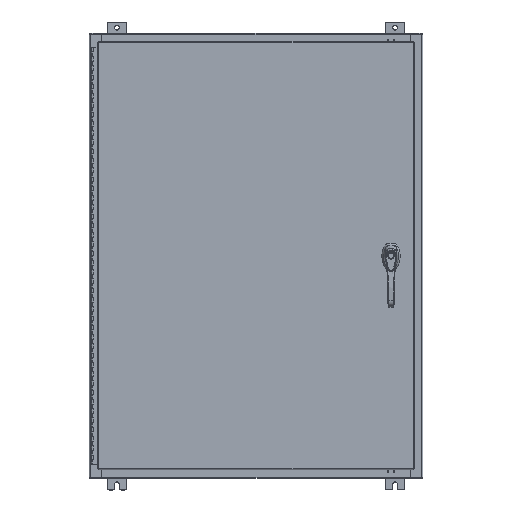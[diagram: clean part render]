
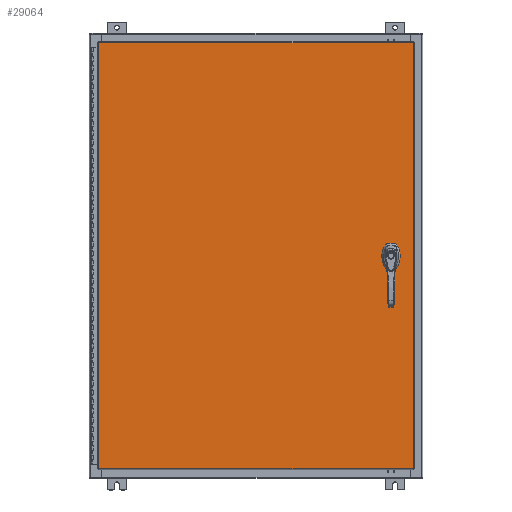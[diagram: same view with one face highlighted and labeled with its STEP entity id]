
A CAD part, top view. The second image highlights one B-rep face of the part: STEP entity #29064.
In plain terms, the highlighted planar face has unit normal (0, 0, 1).
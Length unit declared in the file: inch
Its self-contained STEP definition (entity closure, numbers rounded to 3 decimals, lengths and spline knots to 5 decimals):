
#1059 = VERTEX_POINT ( 'NONE', #6441 ) ;
#1452 = VERTEX_POINT ( 'NONE', #112198 ) ;
#1599 = ORIENTED_EDGE ( 'NONE', *, *, #79487, .F. ) ;
#3014 = VERTEX_POINT ( 'NONE', #13483 ) ;
#3662 = DIRECTION ( 'NONE',  ( 0., 0., 1. ) ) ;
#3948 = EDGE_CURVE ( 'NONE', #100756, #3014, #29806, .T. ) ;
#6441 = CARTESIAN_POINT ( 'NONE',  ( 14.37777, -0.403, 0. ) ) ;
#9037 = CARTESIAN_POINT ( 'NONE',  ( 14.578, -1.338, 0. ) ) ;
#10318 = AXIS2_PLACEMENT_3D ( 'NONE', #65749, #3662, #76243 ) ;
#11972 = EDGE_CURVE ( 'NONE', #15686, #56895, #12584, .T. ) ;
#12584 = LINE ( 'NONE', #23325, #119587 ) ;
#12827 = CARTESIAN_POINT ( 'NONE',  ( 14.578, 0., 0. ) ) ;
#13262 = VECTOR ( 'NONE', #35687, 39.37008 ) ;
#13483 = CARTESIAN_POINT ( 'NONE',  ( -16.9903, -23.0063, 0. ) ) ;
#13830 = ORIENTED_EDGE ( 'NONE', *, *, #62180, .T. ) ;
#15658 = LINE ( 'NONE', #99883, #122740 ) ;
#15686 = VERTEX_POINT ( 'NONE', #100871 ) ;
#16999 = LINE ( 'NONE', #25412, #120781 ) ;
#17496 = EDGE_CURVE ( 'NONE', #112810, #57061, #48020, .T. ) ;
#19332 = EDGE_CURVE ( 'NONE', #53659, #100756, #16999, .T. ) ;
#19472 = DIRECTION ( 'NONE',  ( 1., 0., 0. ) ) ;
#19623 = VECTOR ( 'NONE', #112167, 39.37008 ) ;
#20201 = ORIENTED_EDGE ( 'NONE', *, *, #17496, .F. ) ;
#22743 = VECTOR ( 'NONE', #45516, 39.37008 ) ;
#23237 = DIRECTION ( 'NONE',  ( 1., 0., 0. ) ) ;
#23325 = CARTESIAN_POINT ( 'NONE',  ( 0., 0.403, 0. ) ) ;
#23753 = ORIENTED_EDGE ( 'NONE', *, *, #25377, .F. ) ;
#23811 = VERTEX_POINT ( 'NONE', #68560 ) ;
#24110 = FACE_BOUND ( 'NONE', #65411, .T. ) ;
#24943 = VERTEX_POINT ( 'NONE', #88246 ) ;
#25233 = CIRCLE ( 'NONE', #64374, 0.1715 ) ;
#25377 = EDGE_CURVE ( 'NONE', #26383, #15686, #84764, .T. ) ;
#25412 = CARTESIAN_POINT ( 'NONE',  ( 16.9903, 23.0063, 0. ) ) ;
#26383 = VERTEX_POINT ( 'NONE', #117297 ) ;
#29064 = ADVANCED_FACE ( 'NONE', ( #24110, #134398, #76047 ), #112938, .F. ) ;
#29806 = LINE ( 'NONE', #71504, #115827 ) ;
#30298 = CARTESIAN_POINT ( 'NONE',  ( 14.981, -0.20023, 0. ) ) ;
#30352 = DIRECTION ( 'NONE',  ( 1., 0., 0. ) ) ;
#30406 = DIRECTION ( 'NONE',  ( -1., 0., 0. ) ) ;
#31755 = AXIS2_PLACEMENT_3D ( 'NONE', #111184, #48993, #121570 ) ;
#35494 = AXIS2_PLACEMENT_3D ( 'NONE', #12827, #85377, #23237 ) ;
#35687 = DIRECTION ( 'NONE',  ( 0., 1., 0. ) ) ;
#36910 = DIRECTION ( 'NONE',  ( 0., 0., 1. ) ) ;
#38540 = CARTESIAN_POINT ( 'NONE',  ( 14.77823, -0.403, 0. ) ) ;
#42826 = EDGE_CURVE ( 'NONE', #56895, #23811, #50758, .T. ) ;
#43539 = ORIENTED_EDGE ( 'NONE', *, *, #3948, .T. ) ;
#43923 = LINE ( 'NONE', #101712, #19623 ) ;
#43929 = CARTESIAN_POINT ( 'NONE',  ( 14.578, 0., 0. ) ) ;
#45516 = DIRECTION ( 'NONE',  ( 0., -1., 0. ) ) ;
#45772 = EDGE_CURVE ( 'NONE', #23811, #1452, #105474, .T. ) ;
#48020 = CIRCLE ( 'NONE', #63263, 0.45 ) ;
#48763 = LINE ( 'NONE', #71571, #100730 ) ;
#48791 = CARTESIAN_POINT ( 'NONE',  ( -16.9903, 23.0063, 0. ) ) ;
#48993 = DIRECTION ( 'NONE',  ( 0., 0., 1. ) ) ;
#50758 = CIRCLE ( 'NONE', #10318, 0.45 ) ;
#52441 = ORIENTED_EDGE ( 'NONE', *, *, #61399, .T. ) ;
#53659 = VERTEX_POINT ( 'NONE', #61350 ) ;
#54349 = DIRECTION ( 'NONE',  ( 1., 0., 0. ) ) ;
#56895 = VERTEX_POINT ( 'NONE', #120510 ) ;
#57061 = VERTEX_POINT ( 'NONE', #30298 ) ;
#57077 = AXIS2_PLACEMENT_3D ( 'NONE', #133727, #92501, #30406 ) ;
#58577 = DIRECTION ( 'NONE',  ( 1., 0., 0. ) ) ;
#60379 = VERTEX_POINT ( 'NONE', #69940 ) ;
#61350 = CARTESIAN_POINT ( 'NONE',  ( 16.9903, 23.0063, 0. ) ) ;
#61399 = EDGE_CURVE ( 'NONE', #24943, #53659, #71611, .T. ) ;
#62180 = EDGE_CURVE ( 'NONE', #26383, #57061, #43923, .T. ) ;
#63263 = AXIS2_PLACEMENT_3D ( 'NONE', #43929, #116503, #54349 ) ;
#64374 = AXIS2_PLACEMENT_3D ( 'NONE', #99033, #36910, #109478 ) ;
#65411 = EDGE_LOOP ( 'NONE', ( #1599, #66100 ) ) ;
#65749 = CARTESIAN_POINT ( 'NONE',  ( 14.578, 0., 0. ) ) ;
#66043 = ORIENTED_EDGE ( 'NONE', *, *, #19332, .T. ) ;
#66095 = ORIENTED_EDGE ( 'NONE', *, *, #127034, .T. ) ;
#66100 = ORIENTED_EDGE ( 'NONE', *, *, #117933, .F. ) ;
#68560 = CARTESIAN_POINT ( 'NONE',  ( 14.175, 0.20023, 0. ) ) ;
#69940 = CARTESIAN_POINT ( 'NONE',  ( 14.4065, -1.338, 0. ) ) ;
#70572 = EDGE_LOOP ( 'NONE', ( #13830, #20201, #89228, #82619, #118909, #74037, #118174, #23753 ) ) ;
#71504 = CARTESIAN_POINT ( 'NONE',  ( -16.9903, 23.0063, 0. ) ) ;
#71571 = CARTESIAN_POINT ( 'NONE',  ( -16.9903, -23.0063, 0. ) ) ;
#71611 = LINE ( 'NONE', #87392, #13262 ) ;
#74037 = ORIENTED_EDGE ( 'NONE', *, *, #42826, .F. ) ;
#74555 = EDGE_CURVE ( 'NONE', #1059, #112810, #15658, .T. ) ;
#76047 = FACE_BOUND ( 'NONE', #70572, .T. ) ;
#76243 = DIRECTION ( 'NONE',  ( 1., 0., 0. ) ) ;
#79171 = CIRCLE ( 'NONE', #125136, 0.1715 ) ;
#79487 = EDGE_CURVE ( 'NONE', #98317, #60379, #25233, .T. ) ;
#80414 = EDGE_LOOP ( 'NONE', ( #66095, #52441, #66043, #43539 ) ) ;
#81147 = CARTESIAN_POINT ( 'NONE',  ( 14.7495, -1.338, 0. ) ) ;
#81588 = DIRECTION ( 'NONE',  ( 0., 0., 1. ) ) ;
#82619 = ORIENTED_EDGE ( 'NONE', *, *, #130349, .F. ) ;
#84764 = CIRCLE ( 'NONE', #31755, 0.45 ) ;
#85377 = DIRECTION ( 'NONE',  ( 0., 0., 1. ) ) ;
#87392 = CARTESIAN_POINT ( 'NONE',  ( 16.9903, -23.0063, 0. ) ) ;
#87548 = DIRECTION ( 'NONE',  ( -1., 0., 0. ) ) ;
#88246 = CARTESIAN_POINT ( 'NONE',  ( 16.9903, -23.0063, 0. ) ) ;
#89228 = ORIENTED_EDGE ( 'NONE', *, *, #74555, .F. ) ;
#92288 = CIRCLE ( 'NONE', #35494, 0.45 ) ;
#92501 = DIRECTION ( 'NONE',  ( 0., 0., -1. ) ) ;
#92857 = DIRECTION ( 'NONE',  ( 0., -1., 0. ) ) ;
#98317 = VERTEX_POINT ( 'NONE', #81147 ) ;
#99033 = CARTESIAN_POINT ( 'NONE',  ( 14.578, -1.338, 0. ) ) ;
#99883 = CARTESIAN_POINT ( 'NONE',  ( 0., -0.403, 0. ) ) ;
#100730 = VECTOR ( 'NONE', #30352, 39.37008 ) ;
#100756 = VERTEX_POINT ( 'NONE', #48791 ) ;
#100871 = CARTESIAN_POINT ( 'NONE',  ( 14.77823, 0.403, 0. ) ) ;
#101712 = CARTESIAN_POINT ( 'NONE',  ( 14.981, 0., 0. ) ) ;
#105474 = LINE ( 'NONE', #128501, #22743 ) ;
#109478 = DIRECTION ( 'NONE',  ( 1., 0., 0. ) ) ;
#111184 = CARTESIAN_POINT ( 'NONE',  ( 14.578, 0., 0. ) ) ;
#112167 = DIRECTION ( 'NONE',  ( 0., -1., 0. ) ) ;
#112198 = CARTESIAN_POINT ( 'NONE',  ( 14.175, -0.20023, 0. ) ) ;
#112810 = VERTEX_POINT ( 'NONE', #38540 ) ;
#112938 = PLANE ( 'NONE',  #57077 ) ;
#115827 = VECTOR ( 'NONE', #92857, 39.37008 ) ;
#116503 = DIRECTION ( 'NONE',  ( 0., 0., 1. ) ) ;
#116714 = DIRECTION ( 'NONE',  ( -1., 0., 0. ) ) ;
#117297 = CARTESIAN_POINT ( 'NONE',  ( 14.981, 0.20023, 0. ) ) ;
#117933 = EDGE_CURVE ( 'NONE', #60379, #98317, #79171, .T. ) ;
#118174 = ORIENTED_EDGE ( 'NONE', *, *, #11972, .F. ) ;
#118909 = ORIENTED_EDGE ( 'NONE', *, *, #45772, .F. ) ;
#119587 = VECTOR ( 'NONE', #116714, 39.37008 ) ;
#120510 = CARTESIAN_POINT ( 'NONE',  ( 14.37777, 0.403, 0. ) ) ;
#120781 = VECTOR ( 'NONE', #87548, 39.37008 ) ;
#121570 = DIRECTION ( 'NONE',  ( 1., 0., 0. ) ) ;
#122740 = VECTOR ( 'NONE', #58577, 39.37008 ) ;
#125136 = AXIS2_PLACEMENT_3D ( 'NONE', #9037, #81588, #19472 ) ;
#127034 = EDGE_CURVE ( 'NONE', #3014, #24943, #48763, .T. ) ;
#128501 = CARTESIAN_POINT ( 'NONE',  ( 14.175, 0., 0. ) ) ;
#130349 = EDGE_CURVE ( 'NONE', #1452, #1059, #92288, .T. ) ;
#133727 = CARTESIAN_POINT ( 'NONE',  ( 0., 0., 0. ) ) ;
#134398 = FACE_OUTER_BOUND ( 'NONE', #80414, .T. ) ;
